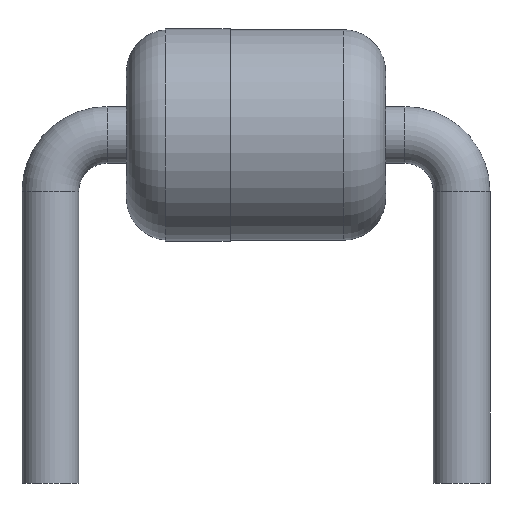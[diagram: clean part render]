
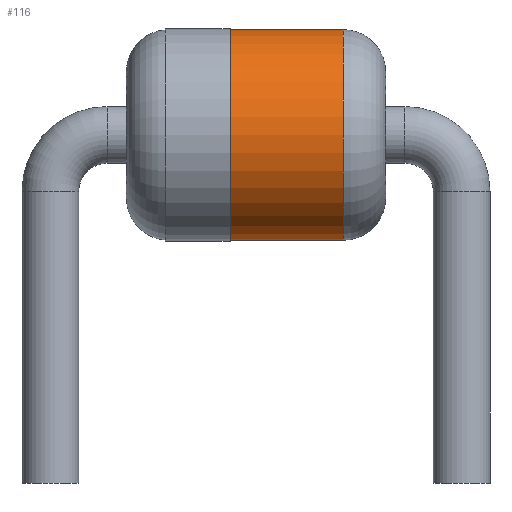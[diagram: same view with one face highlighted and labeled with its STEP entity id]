
A CAD part, front view. The second image highlights one B-rep face of the part: STEP entity #116.
In plain terms, the highlighted cylindrical face has radius 1.3 mm (diameter 2.6 mm), a full revolution.
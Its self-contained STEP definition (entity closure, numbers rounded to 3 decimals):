
#77 = EDGE_CURVE('',#78,#78,#80,.T.);
#78 = VERTEX_POINT('',#79);
#79 = CARTESIAN_POINT('',(2.22,0.,3.1));
#80 = CIRCLE('',#81,1.3);
#81 = AXIS2_PLACEMENT_3D('',#82,#83,#84);
#82 = CARTESIAN_POINT('',(2.22,0.,1.8));
#83 = DIRECTION('',(1.,0.,0.));
#84 = DIRECTION('',(0.,0.,1.));
#116 = ADVANCED_FACE('',(#117),#136,.T.);
#117 = FACE_BOUND('',#118,.T.);
#118 = EDGE_LOOP('',(#119,#120,#128,#135));
#119 = ORIENTED_EDGE('',*,*,#77,.T.);
#120 = ORIENTED_EDGE('',*,*,#121,.T.);
#121 = EDGE_CURVE('',#78,#122,#124,.T.);
#122 = VERTEX_POINT('',#123);
#123 = CARTESIAN_POINT('',(3.62,0.,3.1));
#124 = LINE('',#125,#126);
#125 = CARTESIAN_POINT('',(0.94,0.,3.1));
#126 = VECTOR('',#127,1.);
#127 = DIRECTION('',(1.,0.,0.));
#128 = ORIENTED_EDGE('',*,*,#129,.F.);
#129 = EDGE_CURVE('',#122,#122,#130,.T.);
#130 = CIRCLE('',#131,1.3);
#131 = AXIS2_PLACEMENT_3D('',#132,#133,#134);
#132 = CARTESIAN_POINT('',(3.62,0.,1.8));
#133 = DIRECTION('',(1.,0.,0.));
#134 = DIRECTION('',(0.,0.,1.));
#135 = ORIENTED_EDGE('',*,*,#121,.F.);
#136 = CYLINDRICAL_SURFACE('',#137,1.3);
#137 = AXIS2_PLACEMENT_3D('',#138,#139,#140);
#138 = CARTESIAN_POINT('',(0.94,0.,1.8));
#139 = DIRECTION('',(1.,0.,0.));
#140 = DIRECTION('',(0.,0.,1.));
